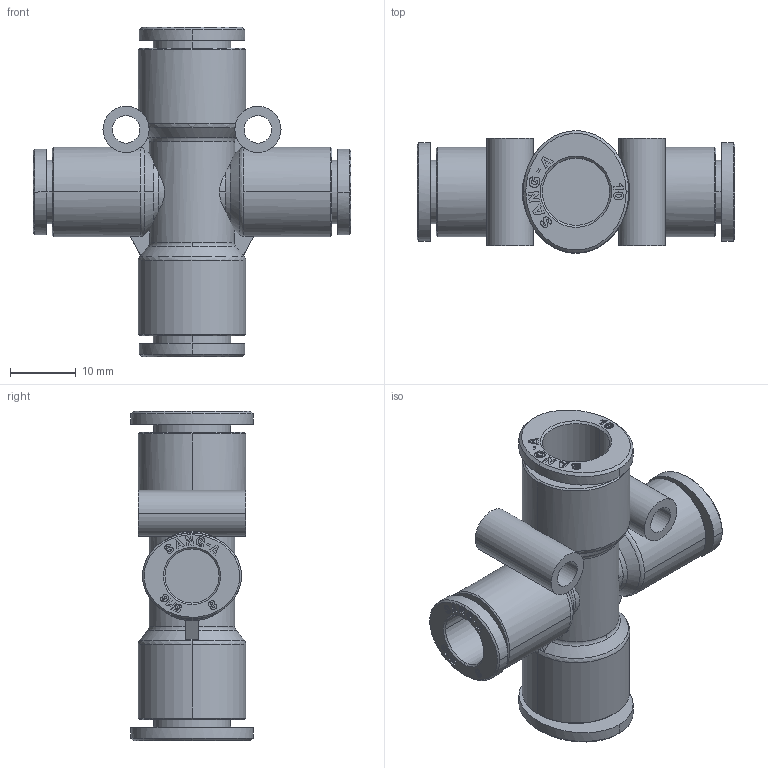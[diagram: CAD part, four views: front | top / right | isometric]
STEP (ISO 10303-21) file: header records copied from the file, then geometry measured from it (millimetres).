
FILE_DESCRIPTION (( 'STEP AP214' ), '1' );
FILE_NAME ('PZA22-10-08.stp', '2015-08-24T07:32:34', ( '' ), ( '' ), 'SwSTEP 2.0', 'SolidWorks 2015', '' );
FILE_SCHEMA (( 'AUTOMOTIVE_DESIGN' ));
Length unit declared in the file: millimetre
Products named in the file (2): PZA22-10-08; ｦ+ﾃｦ1
Assembly tree (1 placements, depth 2):
  PZA22-10-08
    ｦ+ﾃｦ1
Bounding box: 48.2 x 18.5 x 50 mm (x, y, z)
Volume: 9662.8 mm3; surface area: 8458.9 mm2
Topology: 1 solids, 1 shells, 1634 faces, 4686 edges, 3120 vertices
Faces by surface type: plane 1448, bspline 86, cylinder 57, cone 34, torus 9
Entity records: 56782 total; most frequent: CARTESIAN_POINT 13855, ORIENTED_EDGE 9372, DIRECTION 7702, EDGE_CURVE 4686, VECTOR 4236, LINE 4236, VERTEX_POINT 3120, AXIS2_PLACEMENT_3D 1733
